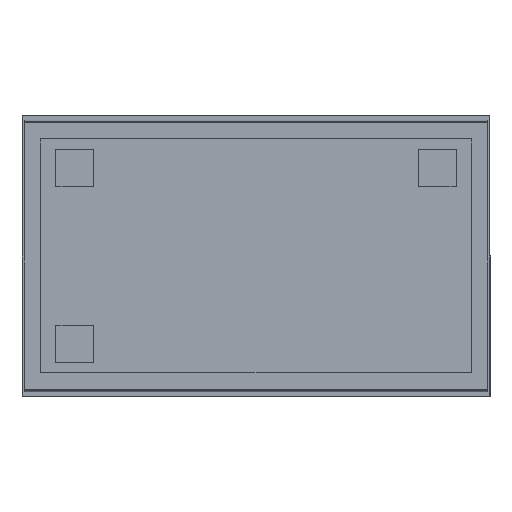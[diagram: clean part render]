
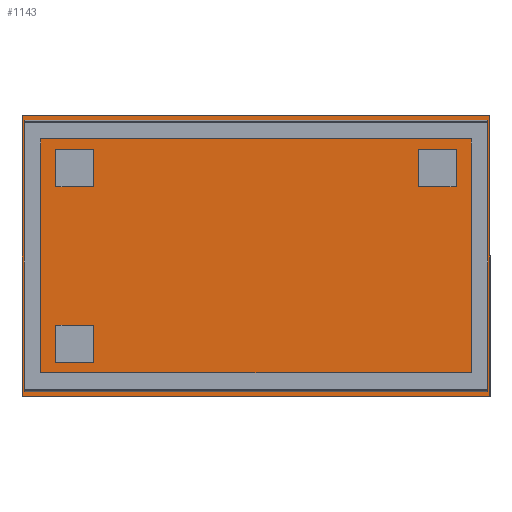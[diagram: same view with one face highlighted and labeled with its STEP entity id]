
A CAD part, top view. The second image highlights one B-rep face of the part: STEP entity #1143.
In plain terms, the highlighted face is planar.
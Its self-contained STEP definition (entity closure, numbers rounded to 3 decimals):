
#205=ORIENTED_EDGE('',*,*,#485,.T.);
#206=ORIENTED_EDGE('',*,*,#486,.T.);
#207=ORIENTED_EDGE('',*,*,#487,.T.);
#208=ORIENTED_EDGE('',*,*,#488,.T.);
#485=EDGE_CURVE('',#629,#630,#729,.F.);
#486=EDGE_CURVE('',#630,#631,#730,.F.);
#487=EDGE_CURVE('',#631,#632,#731,.F.);
#488=EDGE_CURVE('',#632,#629,#732,.F.);
#629=VERTEX_POINT('',#2020);
#630=VERTEX_POINT('',#2021);
#631=VERTEX_POINT('',#2023);
#632=VERTEX_POINT('',#2025);
#729=LINE('',#2019,#848);
#730=LINE('',#2022,#849);
#731=LINE('',#2024,#850);
#732=LINE('',#2026,#851);
#848=VECTOR('',#1683,1000.);
#849=VECTOR('',#1684,1000.);
#850=VECTOR('',#1685,1000.);
#851=VECTOR('',#1686,1000.);
#955=EDGE_LOOP('',(#205,#206,#207,#208));
#1029=FACE_BOUND('',#955,.T.);
#1101=PLANE('',#1538);
#1143=ADVANCED_FACE('',(#1029),#1101,.F.);
#1538=AXIS2_PLACEMENT_3D('',#2018,#1681,#1682);
#1681=DIRECTION('',(1.,0.,0.));
#1682=DIRECTION('',(0.,0.,-1.));
#1683=DIRECTION('',(0.,0.,-1.));
#1684=DIRECTION('',(0.,-1.,0.));
#1685=DIRECTION('',(0.,0.,1.));
#1686=DIRECTION('',(0.,1.,0.));
#2018=CARTESIAN_POINT('',(0.,0.,0.));
#2019=CARTESIAN_POINT('',(0.,-299.5,600.));
#2020=CARTESIAN_POINT('',(0.,-299.5,-499.5));
#2021=CARTESIAN_POINT('',(0.,-299.5,499.5));
#2022=CARTESIAN_POINT('',(0.,300.,499.5));
#2023=CARTESIAN_POINT('',(0.,299.5,499.5));
#2024=CARTESIAN_POINT('',(0.,299.5,-600.));
#2025=CARTESIAN_POINT('',(0.,299.5,-499.5));
#2026=CARTESIAN_POINT('',(0.,-300.,-499.5));
